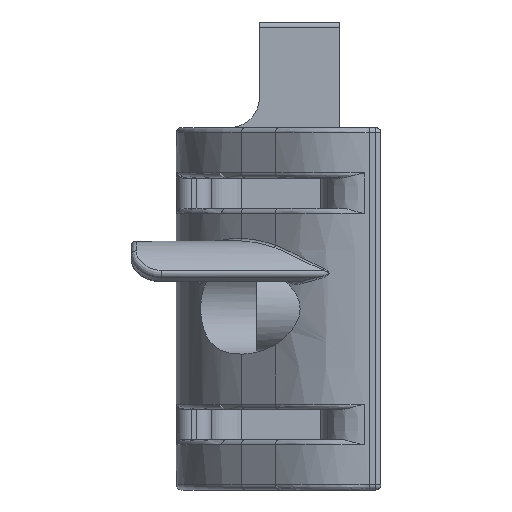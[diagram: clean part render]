
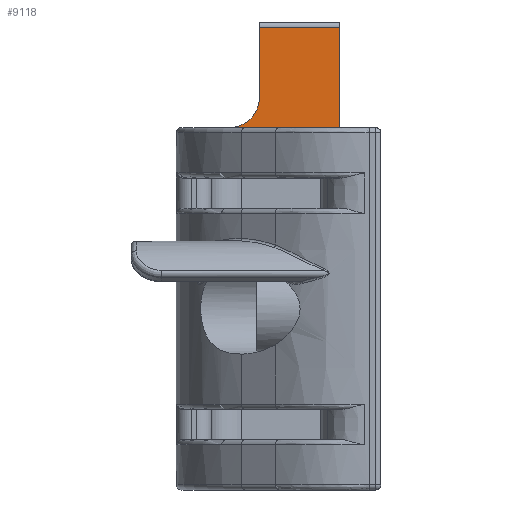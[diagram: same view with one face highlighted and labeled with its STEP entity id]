
A CAD part, front view. The second image highlights one B-rep face of the part: STEP entity #9118.
In plain terms, the highlighted planar face has unit normal (0, -1, 0).
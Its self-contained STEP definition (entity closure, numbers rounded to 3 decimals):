
#1092=FACE_OUTER_BOUND('',#1645,.T.);
#1645=EDGE_LOOP('',(#7250,#7251,#7252,#7253,#7254,#7255));
#2000=LINE('',#12290,#2659);
#2038=LINE('',#12440,#2697);
#2356=LINE('',#18457,#3015);
#2361=LINE('',#18472,#3020);
#2659=VECTOR('',#10243,10.);
#2697=VECTOR('',#10361,10.);
#3015=VECTOR('',#10859,10.);
#3020=VECTOR('',#10876,10.);
#3325=CIRCLE('',#9602,3.);
#3326=CIRCLE('',#9603,0.5);
#3623=VERTEX_POINT('',#12287);
#3624=VERTEX_POINT('',#12289);
#3681=VERTEX_POINT('',#12437);
#3682=VERTEX_POINT('',#12439);
#4095=VERTEX_POINT('',#18455);
#4099=VERTEX_POINT('',#18471);
#4535=EDGE_CURVE('',#3624,#3623,#2000,.T.);
#4604=EDGE_CURVE('',#3682,#3681,#2038,.T.);
#5211=EDGE_CURVE('',#4095,#3623,#2356,.T.);
#5218=EDGE_CURVE('',#4099,#4095,#2361,.T.);
#5219=EDGE_CURVE('',#3682,#4099,#3325,.T.);
#5220=EDGE_CURVE('',#3624,#3681,#3326,.F.);
#7250=ORIENTED_EDGE('',*,*,#5211,.F.);
#7251=ORIENTED_EDGE('',*,*,#5218,.F.);
#7252=ORIENTED_EDGE('',*,*,#5219,.F.);
#7253=ORIENTED_EDGE('',*,*,#4604,.T.);
#7254=ORIENTED_EDGE('',*,*,#5220,.F.);
#7255=ORIENTED_EDGE('',*,*,#4535,.T.);
#8790=PLANE('',#9601);
#9118=ADVANCED_FACE('',(#1092),#8790,.T.);
#9601=AXIS2_PLACEMENT_3D('',#18470,#10874,#10875);
#9602=AXIS2_PLACEMENT_3D('',#18473,#10877,#10878);
#9603=AXIS2_PLACEMENT_3D('',#18474,#10879,#10880);
#10243=DIRECTION('',(0.,0.,1.));
#10361=DIRECTION('',(1.,0.,0.));
#10859=DIRECTION('',(1.,0.,0.));
#10874=DIRECTION('center_axis',(0.,-1.,0.));
#10875=DIRECTION('ref_axis',(0.,0.,
1.));
#10876=DIRECTION('',(0.,0.,1.));
#10877=DIRECTION('center_axis',(0.,-1.,0.));
#10878=DIRECTION('ref_axis',(0.707,0.,-0.707));
#10879=DIRECTION('center_axis',(0.,1.,0.));
#10880=DIRECTION('ref_axis',(0.707,0.,0.707));
#12287=CARTESIAN_POINT('',(-7.027,-1.75,28.));
#12289=CARTESIAN_POINT('',(-7.027,-1.75,17.5));
#12290=CARTESIAN_POINT('',(-7.027,-1.75,12.));
#12437=CARTESIAN_POINT('',(-7.527,-1.75,18.));
#12439=CARTESIAN_POINT('',(-18.027,-1.75,18.));
#12440=CARTESIAN_POINT('',(-8.777,-1.75,18.));
#18455=CARTESIAN_POINT('',(-15.027,-1.75,28.));
#18457=CARTESIAN_POINT('',(-10.777,-1.75,28.));
#18470=CARTESIAN_POINT('Origin',(-10.527,-1.75,6.));
#18471=CARTESIAN_POINT('',(-15.027,-1.75,21.));
#18472=CARTESIAN_POINT('',(-15.027,-1.75,18.));
#18473=CARTESIAN_POINT('Origin',(-18.027,-1.75,21.));
#18474=CARTESIAN_POINT('Origin',(-7.527,-1.75,17.5));
